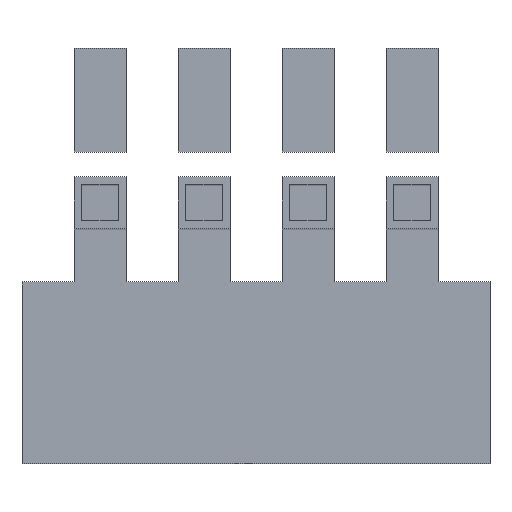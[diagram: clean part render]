
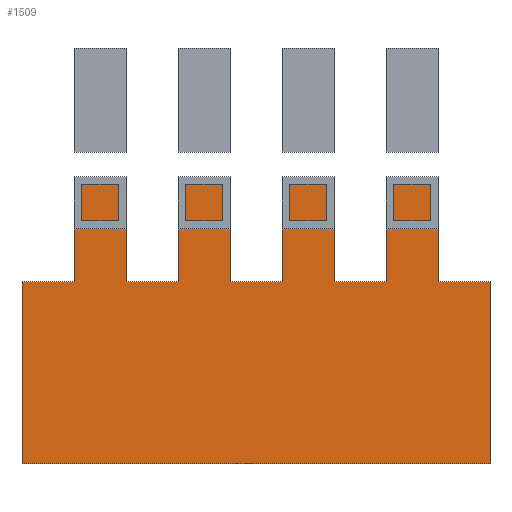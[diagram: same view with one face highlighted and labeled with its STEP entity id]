
A CAD part, top view. The second image highlights one B-rep face of the part: STEP entity #1509.
In plain terms, the highlighted planar face has unit normal (0, 0, 1).
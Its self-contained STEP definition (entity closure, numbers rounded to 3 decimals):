
#87=FACE_OUTER_BOUND('',#173,.T.);
#173=EDGE_LOOP('',(#1147,#1148,#1149,#1150,#1151,#1152,#1153,#1154,#1155,
#1156,#1157,#1158,#1159,#1160,#1161,#1162,#1163,#1164,#1165,#1166));
#273=LINE('',#2156,#477);
#276=LINE('',#2162,#480);
#279=LINE('',#2168,#483);
#282=LINE('',#2174,#486);
#285=LINE('',#2180,#489);
#288=LINE('',#2186,#492);
#291=LINE('',#2192,#495);
#294=LINE('',#2198,#498);
#297=LINE('',#2204,#501);
#300=LINE('',#2210,#504);
#303=LINE('',#2216,#507);
#306=LINE('',#2222,#510);
#309=LINE('',#2228,#513);
#312=LINE('',#2234,#516);
#315=LINE('',#2240,#519);
#318=LINE('',#2246,#522);
#321=LINE('',#2252,#525);
#324=LINE('',#2258,#528);
#327=LINE('',#2264,#531);
#330=LINE('',#2268,#534);
#477=VECTOR('',#1765,10.);
#480=VECTOR('',#1770,10.);
#483=VECTOR('',#1775,10.);
#486=VECTOR('',#1780,10.);
#489=VECTOR('',#1785,10.);
#492=VECTOR('',#1790,10.);
#495=VECTOR('',#1795,10.);
#498=VECTOR('',#1800,10.);
#501=VECTOR('',#1805,10.);
#504=VECTOR('',#1810,10.);
#507=VECTOR('',#1815,10.);
#510=VECTOR('',#1820,10.);
#513=VECTOR('',#1825,10.);
#516=VECTOR('',#1830,10.);
#519=VECTOR('',#1835,10.);
#522=VECTOR('',#1840,10.);
#525=VECTOR('',#1845,10.);
#528=VECTOR('',#1850,10.);
#531=VECTOR('',#1855,10.);
#534=VECTOR('',#1860,10.);
#665=VERTEX_POINT('',#2153);
#666=VERTEX_POINT('',#2155);
#668=VERTEX_POINT('',#2161);
#670=VERTEX_POINT('',#2167);
#672=VERTEX_POINT('',#2173);
#674=VERTEX_POINT('',#2179);
#676=VERTEX_POINT('',#2185);
#678=VERTEX_POINT('',#2191);
#680=VERTEX_POINT('',#2197);
#682=VERTEX_POINT('',#2203);
#684=VERTEX_POINT('',#2209);
#686=VERTEX_POINT('',#2215);
#688=VERTEX_POINT('',#2221);
#690=VERTEX_POINT('',#2227);
#692=VERTEX_POINT('',#2233);
#694=VERTEX_POINT('',#2239);
#696=VERTEX_POINT('',#2245);
#698=VERTEX_POINT('',#2251);
#700=VERTEX_POINT('',#2257);
#702=VERTEX_POINT('',#2263);
#817=EDGE_CURVE('',#666,#665,#273,.T.);
#820=EDGE_CURVE('',#668,#666,#276,.T.);
#823=EDGE_CURVE('',#670,#668,#279,.T.);
#826=EDGE_CURVE('',#672,#670,#282,.T.);
#829=EDGE_CURVE('',#674,#672,#285,.T.);
#832=EDGE_CURVE('',#676,#674,#288,.T.);
#835=EDGE_CURVE('',#678,#676,#291,.T.);
#838=EDGE_CURVE('',#680,#678,#294,.T.);
#841=EDGE_CURVE('',#682,#680,#297,.T.);
#844=EDGE_CURVE('',#684,#682,#300,.T.);
#847=EDGE_CURVE('',#686,#684,#303,.T.);
#850=EDGE_CURVE('',#688,#686,#306,.T.);
#853=EDGE_CURVE('',#690,#688,#309,.T.);
#856=EDGE_CURVE('',#692,#690,#312,.T.);
#859=EDGE_CURVE('',#694,#692,#315,.T.);
#862=EDGE_CURVE('',#696,#694,#318,.T.);
#865=EDGE_CURVE('',#698,#696,#321,.T.);
#868=EDGE_CURVE('',#700,#698,#324,.T.);
#871=EDGE_CURVE('',#702,#700,#327,.T.);
#874=EDGE_CURVE('',#665,#702,#330,.T.);
#1147=ORIENTED_EDGE('',*,*,#874,.T.);
#1148=ORIENTED_EDGE('',*,*,#871,.T.);
#1149=ORIENTED_EDGE('',*,*,#868,.T.);
#1150=ORIENTED_EDGE('',*,*,#865,.T.);
#1151=ORIENTED_EDGE('',*,*,#862,.T.);
#1152=ORIENTED_EDGE('',*,*,#859,.T.);
#1153=ORIENTED_EDGE('',*,*,#856,.T.);
#1154=ORIENTED_EDGE('',*,*,#853,.T.);
#1155=ORIENTED_EDGE('',*,*,#850,.T.);
#1156=ORIENTED_EDGE('',*,*,#847,.T.);
#1157=ORIENTED_EDGE('',*,*,#844,.T.);
#1158=ORIENTED_EDGE('',*,*,#841,.T.);
#1159=ORIENTED_EDGE('',*,*,#838,.T.);
#1160=ORIENTED_EDGE('',*,*,#835,.T.);
#1161=ORIENTED_EDGE('',*,*,#832,.T.);
#1162=ORIENTED_EDGE('',*,*,#829,.T.);
#1163=ORIENTED_EDGE('',*,*,#826,.T.);
#1164=ORIENTED_EDGE('',*,*,#823,.T.);
#1165=ORIENTED_EDGE('',*,*,#820,.T.);
#1166=ORIENTED_EDGE('',*,*,#817,.T.);
#1423=PLANE('',#1618);
#1509=ADVANCED_FACE('',(#87),#1423,.T.);
#1618=AXIS2_PLACEMENT_3D('',#2269,#1861,#1862);
#1765=DIRECTION('',(-1.,0.,0.));
#1770=DIRECTION('',(0.,-1.,0.));
#1775=DIRECTION('',(-1.,0.,0.));
#1780=DIRECTION('',(0.,1.,0.));
#1785=DIRECTION('',(-1.,0.,0.));
#1790=DIRECTION('',(0.,-1.,0.));
#1795=DIRECTION('',(-1.,0.,0.));
#1800=DIRECTION('',(0.,1.,0.));
#1805=DIRECTION('',(-1.,0.,0.));
#1810=DIRECTION('',(0.,-1.,0.));
#1815=DIRECTION('',(-1.,0.,0.));
#1820=DIRECTION('',(0.,1.,0.));
#1825=DIRECTION('',(-1.,0.,0.));
#1830=DIRECTION('',(0.,1.,0.));
#1835=DIRECTION('',(1.,0.,0.));
#1840=DIRECTION('',(0.,-1.,0.));
#1845=DIRECTION('',(-1.,0.,0.));
#1850=DIRECTION('',(0.,-1.,0.));
#1855=DIRECTION('',(-1.,0.,0.));
#1860=DIRECTION('',(0.,1.,0.));
#1861=DIRECTION('center_axis',(0.,0.,1.));
#1862=DIRECTION('ref_axis',(1.,0.,0.));
#2153=CARTESIAN_POINT('',(30.,10.,3.));
#2155=CARTESIAN_POINT('',(50.,10.,3.));
#2156=CARTESIAN_POINT('',(30.,10.,3.));
#2161=CARTESIAN_POINT('',(50.,50.,3.));
#2162=CARTESIAN_POINT('',(50.,10.,3.));
#2167=CARTESIAN_POINT('',(70.,50.,3.));
#2168=CARTESIAN_POINT('',(50.,50.,3.));
#2173=CARTESIAN_POINT('',(70.,10.,3.));
#2174=CARTESIAN_POINT('',(70.,50.,3.));
#2179=CARTESIAN_POINT('',(90.,10.,3.));
#2180=CARTESIAN_POINT('',(70.,10.,3.));
#2185=CARTESIAN_POINT('',(90.,50.,3.));
#2186=CARTESIAN_POINT('',(90.,10.,3.));
#2191=CARTESIAN_POINT('',(110.,50.,3.));
#2192=CARTESIAN_POINT('',(90.,50.,3.));
#2197=CARTESIAN_POINT('',(110.,10.,3.));
#2198=CARTESIAN_POINT('',(110.,50.,3.));
#2203=CARTESIAN_POINT('',(130.,10.,3.));
#2204=CARTESIAN_POINT('',(110.,10.,3.));
#2209=CARTESIAN_POINT('',(130.,50.,3.));
#2210=CARTESIAN_POINT('',(130.,10.,3.));
#2215=CARTESIAN_POINT('',(150.,50.,3.));
#2216=CARTESIAN_POINT('',(130.,50.,3.));
#2221=CARTESIAN_POINT('',(150.,10.,3.));
#2222=CARTESIAN_POINT('',(150.,50.,3.));
#2227=CARTESIAN_POINT('',(170.,10.,3.));
#2228=CARTESIAN_POINT('',(150.,10.,3.));
#2233=CARTESIAN_POINT('',(170.,-60.,3.));
#2234=CARTESIAN_POINT('',(170.,10.,3.));
#2239=CARTESIAN_POINT('',(-10.,-60.,3.));
#2240=CARTESIAN_POINT('',(170.,-60.,3.));
#2245=CARTESIAN_POINT('',(-10.,10.,3.));
#2246=CARTESIAN_POINT('',(-10.,-60.,3.));
#2251=CARTESIAN_POINT('',(10.,10.,3.));
#2252=CARTESIAN_POINT('',(-10.,10.,3.));
#2257=CARTESIAN_POINT('',(10.,50.,3.));
#2258=CARTESIAN_POINT('',(10.,10.,3.));
#2263=CARTESIAN_POINT('',(30.,50.,3.));
#2264=CARTESIAN_POINT('',(10.,50.,3.));
#2268=CARTESIAN_POINT('',(30.,50.,3.));
#2269=CARTESIAN_POINT('Origin',(80.,-5.,3.));
